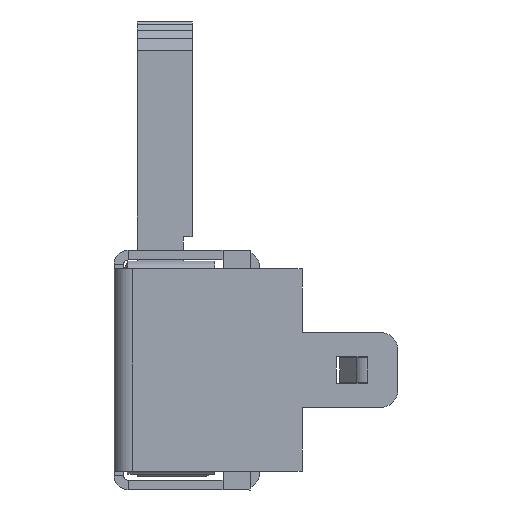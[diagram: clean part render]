
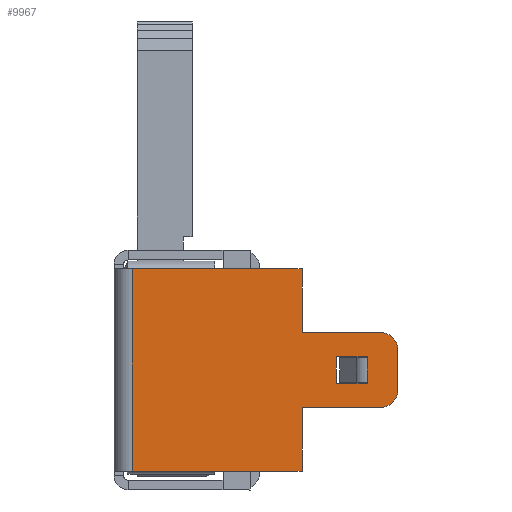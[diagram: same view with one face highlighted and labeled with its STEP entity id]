
A CAD part, left-side view. The second image highlights one B-rep face of the part: STEP entity #9967.
In plain terms, the highlighted planar face has unit normal (-1, 0, 0).
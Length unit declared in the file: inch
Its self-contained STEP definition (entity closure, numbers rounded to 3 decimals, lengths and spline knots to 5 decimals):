
#89=FACE_BOUND('',#1030,.T.);
#539=FACE_OUTER_BOUND('',#1029,.T.);
#1029=EDGE_LOOP('',(#8127,#8128,#8129,#8130,#8131,#8132,#8133,#8134,#8135,
#8136));
#1030=EDGE_LOOP('',(#8137,#8138,#8139,#8140,#8141,#8142));
#1374=CIRCLE('',#10655,0.04);
#1375=CIRCLE('',#10656,0.04);
#2370=LINE('',#16051,#3475);
#2371=LINE('',#16053,#3476);
#2372=LINE('',#16055,#3477);
#2373=LINE('',#16057,#3478);
#2374=LINE('',#16059,#3479);
#2375=LINE('',#16061,#3480);
#2376=LINE('',#16063,#3481);
#2377=LINE('',#16066,#3482);
#2378=LINE('',#16068,#3483);
#2379=LINE('',#16070,#3484);
#2380=LINE('',#16072,#3485);
#2381=LINE('',#16074,#3486);
#2382=LINE('',#16076,#3487);
#2383=LINE('',#16077,#3488);
#3475=VECTOR('',#12861,0.3937);
#3476=VECTOR('',#12862,0.3937);
#3477=VECTOR('',#12863,0.3937);
#3478=VECTOR('',#12864,0.3937);
#3479=VECTOR('',#12865,0.3937);
#3480=VECTOR('',#12866,0.3937);
#3481=VECTOR('',#12867,0.3937);
#3482=VECTOR('',#12870,0.3937);
#3483=VECTOR('',#12871,0.3937);
#3484=VECTOR('',#12872,0.3937);
#3485=VECTOR('',#12873,0.3937);
#3486=VECTOR('',#12874,0.3937);
#3487=VECTOR('',#12875,0.3937);
#3488=VECTOR('',#12876,0.3937);
#4423=VERTEX_POINT('',#16001);
#4442=VERTEX_POINT('',#16047);
#4443=VERTEX_POINT('',#16048);
#4444=VERTEX_POINT('',#16050);
#4445=VERTEX_POINT('',#16052);
#4446=VERTEX_POINT('',#16054);
#4447=VERTEX_POINT('',#16056);
#4448=VERTEX_POINT('',#16058);
#4449=VERTEX_POINT('',#16060);
#4450=VERTEX_POINT('',#16062);
#4451=VERTEX_POINT('',#16064);
#4452=VERTEX_POINT('',#16067);
#4453=VERTEX_POINT('',#16069);
#4454=VERTEX_POINT('',#16071);
#4455=VERTEX_POINT('',#16073);
#4456=VERTEX_POINT('',#16075);
#5731=EDGE_CURVE('',#4442,#4443,#1374,.T.);
#5732=EDGE_CURVE('',#4444,#4442,#2370,.T.);
#5733=EDGE_CURVE('',#4444,#4445,#2371,.T.);
#5734=EDGE_CURVE('',#4445,#4446,#2372,.T.);
#5735=EDGE_CURVE('',#4447,#4446,#2373,.T.);
#5736=EDGE_CURVE('',#4447,#4448,#2374,.T.);
#5737=EDGE_CURVE('',#4448,#4449,#2375,.T.);
#5738=EDGE_CURVE('',#4449,#4450,#2376,.T.);
#5739=EDGE_CURVE('',#4451,#4450,#1375,.T.);
#5740=EDGE_CURVE('',#4451,#4443,#2377,.T.);
#5741=EDGE_CURVE('',#4423,#4452,#2378,.T.);
#5742=EDGE_CURVE('',#4423,#4453,#2379,.T.);
#5743=EDGE_CURVE('',#4453,#4454,#2380,.T.);
#5744=EDGE_CURVE('',#4454,#4455,#2381,.T.);
#5745=EDGE_CURVE('',#4455,#4456,#2382,.T.);
#5746=EDGE_CURVE('',#4456,#4452,#2383,.T.);
#8127=ORIENTED_EDGE('',*,*,#5731,.F.);
#8128=ORIENTED_EDGE('',*,*,#5732,.F.);
#8129=ORIENTED_EDGE('',*,*,#5733,.T.);
#8130=ORIENTED_EDGE('',*,*,#5734,.T.);
#8131=ORIENTED_EDGE('',*,*,#5735,.F.);
#8132=ORIENTED_EDGE('',*,*,#5736,.T.);
#8133=ORIENTED_EDGE('',*,*,#5737,.T.);
#8134=ORIENTED_EDGE('',*,*,#5738,.T.);
#8135=ORIENTED_EDGE('',*,*,#5739,.F.);
#8136=ORIENTED_EDGE('',*,*,#5740,.T.);
#8137=ORIENTED_EDGE('',*,*,#5741,.F.);
#8138=ORIENTED_EDGE('',*,*,#5742,.T.);
#8139=ORIENTED_EDGE('',*,*,#5743,.T.);
#8140=ORIENTED_EDGE('',*,*,#5744,.T.);
#8141=ORIENTED_EDGE('',*,*,#5745,.T.);
#8142=ORIENTED_EDGE('',*,*,#5746,.T.);
#9085=PLANE('',#10654);
#9967=ADVANCED_FACE('',(#539,#89),#9085,.T.);
#10654=AXIS2_PLACEMENT_3D('',#16046,#12857,#12858);
#10655=AXIS2_PLACEMENT_3D('',#16049,#12859,#12860);
#10656=AXIS2_PLACEMENT_3D('',#16065,#12868,#12869);
#12857=DIRECTION('center_axis',(-1.,0.,0.));
#12858=DIRECTION('ref_axis',(0.,-1.,0.));
#12859=DIRECTION('center_axis',(1.,0.,0.));
#12860=DIRECTION('ref_axis',(0.,-0.707,0.707));
#12861=DIRECTION('',(0.,-1.,0.));
#12862=DIRECTION('',(0.,0.,1.));
#12863=DIRECTION('',(0.,1.,0.));
#12864=DIRECTION('',(0.,0.,1.));
#12865=DIRECTION('',(0.,-1.,0.));
#12866=DIRECTION('',(0.,0.,1.));
#12867=DIRECTION('',(0.,-1.,0.));
#12868=DIRECTION('center_axis',(1.,0.,0.));
#12869=DIRECTION('ref_axis',(0.,-0.707,-0.707));
#12870=DIRECTION('',(0.,0.,1.));
#12871=DIRECTION('',(0.,0.,1.));
#12872=DIRECTION('',(0.,0.,-1.));
#12873=DIRECTION('',(0.,1.,0.));
#12874=DIRECTION('',(0.,0.,1.));
#12875=DIRECTION('',(0.,-1.,0.));
#12876=DIRECTION('',(0.,0.,-1.));
#16001=CARTESIAN_POINT('',(-0.25479,-0.19031,0.43774));
#16046=CARTESIAN_POINT('Origin',(-0.25479,0.374,0.46574));
#16047=CARTESIAN_POINT('',(-0.25479,-0.22,0.55074));
#16048=CARTESIAN_POINT('',(-0.25479,-0.26,0.51074));
#16049=CARTESIAN_POINT('Origin',(-0.25479,-0.22,0.51074));
#16050=CARTESIAN_POINT('',(-0.25479,-0.042,0.55074));
#16051=CARTESIAN_POINT('',(-0.25479,-0.042,0.55074));
#16052=CARTESIAN_POINT('',(-0.25479,-0.042,0.69574));
#16053=CARTESIAN_POINT('',(-0.25479,-0.042,0.69574));
#16054=CARTESIAN_POINT('',(-0.25479,0.343,0.69574));
#16055=CARTESIAN_POINT('',(-0.25479,0.3795,0.69574));
#16056=CARTESIAN_POINT('',(-0.25479,0.343,0.23574));
#16057=CARTESIAN_POINT('',(-0.25479,0.343,0.46574));
#16058=CARTESIAN_POINT('',(-0.25479,-0.042,0.23574));
#16059=CARTESIAN_POINT('',(-0.25479,0.3795,0.23574));
#16060=CARTESIAN_POINT('',(-0.25479,-0.042,0.38074));
#16061=CARTESIAN_POINT('',(-0.25479,-0.042,0.69574));
#16062=CARTESIAN_POINT('',(-0.25479,-0.22,0.38074));
#16063=CARTESIAN_POINT('',(-0.25479,-0.042,0.38074));
#16064=CARTESIAN_POINT('',(-0.25479,-0.26,0.42074));
#16065=CARTESIAN_POINT('Origin',(-0.25479,-0.22,
0.42074));
#16066=CARTESIAN_POINT('',(-0.25479,-0.26,0.55074));
#16067=CARTESIAN_POINT('',(-0.25479,-0.19031,0.49374));
#16068=CARTESIAN_POINT('',(-0.25479,-0.19031,0.60174));
#16069=CARTESIAN_POINT('',(-0.25479,-0.19031,0.43574));
#16070=CARTESIAN_POINT('',(-0.25479,-0.19031,0.45074));
#16071=CARTESIAN_POINT('',(-0.25479,-0.12,0.43574));
#16072=CARTESIAN_POINT('',(-0.25479,0.127,0.43574));
#16073=CARTESIAN_POINT('',(-0.25479,-0.12,0.49574));
#16074=CARTESIAN_POINT('',(-0.25479,-0.12,0.48074));
#16075=CARTESIAN_POINT('',(-0.25479,-0.19031,0.49574));
#16076=CARTESIAN_POINT('',(-0.25479,0.09185,0.49574));
#16077=CARTESIAN_POINT('',(-0.25479,-0.19031,0.47974));
